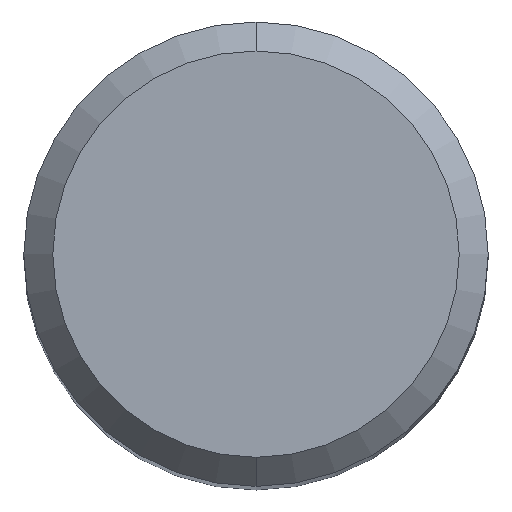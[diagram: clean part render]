
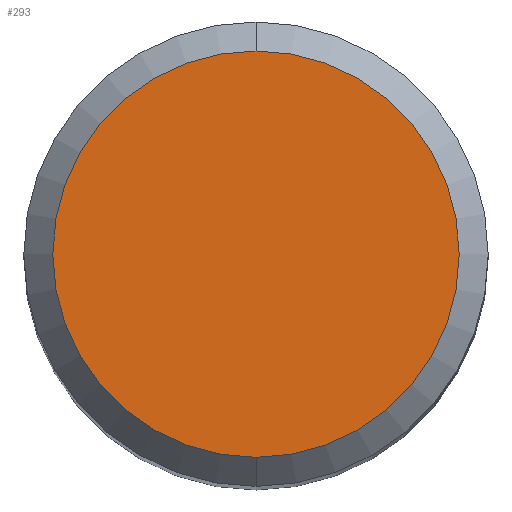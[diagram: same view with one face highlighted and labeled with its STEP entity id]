
A CAD part, top view. The second image highlights one B-rep face of the part: STEP entity #293.
In plain terms, the highlighted planar face has unit normal (0, 0, 1).
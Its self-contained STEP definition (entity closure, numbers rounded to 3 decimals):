
#78=CARTESIAN_POINT('',(0.,0.,36.));
#79=DIRECTION('',(0.,0.,1.));
#80=DIRECTION('',(0.,1.,0.));
#81=AXIS2_PLACEMENT_3D('',#78,#79,#80);
#83=CARTESIAN_POINT('',(0.,0.,36.));
#84=DIRECTION('',(0.,0.,-1.));
#85=DIRECTION('',(0.,1.,0.));
#86=AXIS2_PLACEMENT_3D('',#83,#84,#85);
#203=CARTESIAN_POINT('',(0.,3.5,36.));
#205=VERTEX_POINT('',#203);
#207=CARTESIAN_POINT('',(0.,-3.5,36.));
#209=VERTEX_POINT('',#207);
#284=CARTESIAN_POINT('',(0.,0.,36.));
#285=DIRECTION('',(0.,0.,-1.));
#286=DIRECTION('',(0.,-1.,0.));
#287=AXIS2_PLACEMENT_3D('',#284,#285,#286);
#288=PLANE('',#287);
#289=ORIENTED_EDGE('',*,*,#263,.F.);
#290=ORIENTED_EDGE('',*,*,#279,.T.);
#291=EDGE_LOOP('',(#289,#290));
#292=FACE_OUTER_BOUND('',#291,.F.);
#82=CIRCLE('',#81,3.5);
#87=CIRCLE('',#86,3.5);
#263=EDGE_CURVE('',#205,#209,#82,.T.);
#279=EDGE_CURVE('',#205,#209,#87,.T.);
#293=ADVANCED_FACE('',(#292),#288,.F.);
